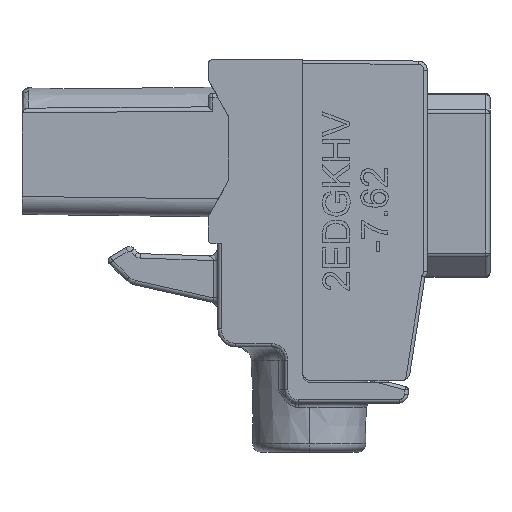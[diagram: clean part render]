
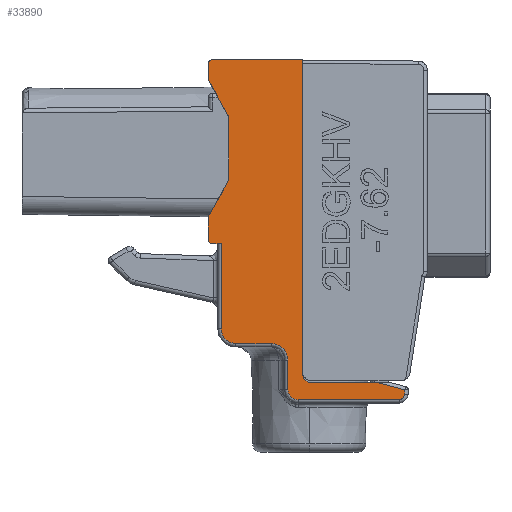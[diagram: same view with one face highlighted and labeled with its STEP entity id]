
A CAD part, front view. The second image highlights one B-rep face of the part: STEP entity #33890.
In plain terms, the highlighted planar face has unit normal (0, -1, 0).
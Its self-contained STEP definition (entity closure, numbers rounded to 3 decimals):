
#791=DIRECTION('',(-1.,0.,0.));
#792=VECTOR('',#791,4.);
#793=CARTESIAN_POINT('',(3.9,7.62,8.75));
#794=LINE('',#793,#792);
#1567=DIRECTION('',(0.,0.,-1.));
#1568=VECTOR('',#1567,13.73);
#1569=CARTESIAN_POINT('',(3.9,7.62,8.58));
#1570=LINE('',#1569,#1568);
#1571=CARTESIAN_POINT('',(4.3,7.62,-5.25));
#1572=DIRECTION('',(0.,-1.,0.));
#1573=DIRECTION('',(-1.,0.,0.));
#1574=AXIS2_PLACEMENT_3D('',#1571,#1572,#1573);
#1576=DIRECTION('',(0.966,0.,-0.258));
#1577=VECTOR('',#1576,1.223);
#1578=CARTESIAN_POINT('',(7.268,7.62,-5.65));
#1579=LINE('',#1578,#1577);
#1580=CARTESIAN_POINT('',(8.2,7.62,-6.15));
#1581=DIRECTION('',(0.,1.,0.));
#1582=DIRECTION('',(1.,0.,0.));
#1583=AXIS2_PLACEMENT_3D('',#1580,#1581,#1582);
#1585=CARTESIAN_POINT('',(3.7,7.62,-5.95));
#1586=DIRECTION('',(0.,1.,0.));
#1587=DIRECTION('',(0.,0.,-1.));
#1588=AXIS2_PLACEMENT_3D('',#1585,#1586,#1587);
#1590=CARTESIAN_POINT('',(2.5,7.62,-4.65));
#1591=DIRECTION('',(0.,-1.,0.));
#1592=DIRECTION('',(1.,0.,0.));
#1593=AXIS2_PLACEMENT_3D('',#1590,#1591,#1592);
#1595=CARTESIAN_POINT('',(0.925,7.62,-3.25));
#1596=DIRECTION('',(0.,1.,0.));
#1597=DIRECTION('',(0.,0.,-1.));
#1598=AXIS2_PLACEMENT_3D('',#1595,#1596,#1597);
#1600=CARTESIAN_POINT('',(-0.1,7.62,0.75));
#1601=DIRECTION('',(0.,1.,0.));
#1602=DIRECTION('',(0.,0.,-1.));
#1603=AXIS2_PLACEMENT_3D('',#1600,#1601,#1602);
#1605=CARTESIAN_POINT('',(-0.1,7.62,1.698));
#1606=DIRECTION('',(0.,1.,0.));
#1607=DIRECTION('',(-1.,0.,0.));
#1608=AXIS2_PLACEMENT_3D('',#1605,#1606,#1607);
#1610=DIRECTION('',(0.49,0.,0.872));
#1611=VECTOR('',#1610,1.626);
#1612=CARTESIAN_POINT('',(-0.274,7.62,1.796));
#1613=LINE('',#1612,#1611);
#1614=CARTESIAN_POINT('',(0.,7.62,3.507));
#1615=DIRECTION('',(0.,-1.,0.));
#1616=DIRECTION('',(0.872,0.,-0.49));
#1617=AXIS2_PLACEMENT_3D('',#1614,#1615,#1616);
#1619=CARTESIAN_POINT('',(0.4,7.62,6.175));
#1620=DIRECTION('',(0.,-1.,0.));
#1621=DIRECTION('',(1.,0.,0.));
#1622=AXIS2_PLACEMENT_3D('',#1619,#1620,#1621);
#1624=DIRECTION('',(-0.485,0.,0.875));
#1625=VECTOR('',#1624,1.753);
#1626=CARTESIAN_POINT('',(0.575,7.62,6.272));
#1627=LINE('',#1626,#1625);
#1628=CARTESIAN_POINT('',(-0.1,7.62,7.902));
#1629=DIRECTION('',(0.,1.,0.));
#1630=DIRECTION('',(-0.875,0.,-0.485));
#1631=AXIS2_PLACEMENT_3D('',#1628,#1629,#1630);
#1633=CARTESIAN_POINT('',(-0.1,7.62,8.55));
#1634=DIRECTION('',(0.,1.,0.));
#1635=DIRECTION('',(-1.,0.,0.));
#1636=AXIS2_PLACEMENT_3D('',#1633,#1634,#1635);
#4140=DIRECTION('',(0.,0.,1.));
#4141=VECTOR('',#4140,0.17);
#4142=CARTESIAN_POINT('',(3.9,7.62,8.58));
#4143=LINE('',#4142,#4141);
#4168=DIRECTION('',(0.,0.,1.));
#4169=VECTOR('',#4168,0.1);
#4170=CARTESIAN_POINT('',(3.9,7.62,-5.25));
#4171=LINE('',#4170,#4169);
#5835=DIRECTION('',(-1.,0.,0.));
#5836=VECTOR('',#5835,2.968);
#5837=CARTESIAN_POINT('',(7.268,7.62,-5.65));
#5838=LINE('',#5837,#5836);
#5891=DIRECTION('',(0.,0.,1.));
#5892=VECTOR('',#5891,0.185);
#5893=CARTESIAN_POINT('',(8.45,7.62,-6.15));
#5894=LINE('',#5893,#5892);
#5900=DIRECTION('',(1.,0.,0.));
#5901=VECTOR('',#5900,4.5);
#5902=CARTESIAN_POINT('',(3.7,7.62,-6.4));
#5903=LINE('',#5902,#5901);
#7865=DIRECTION('',(0.,0.,-1.));
#7866=VECTOR('',#7865,1.3);
#7867=CARTESIAN_POINT('',(3.25,7.62,-4.65));
#7868=LINE('',#7867,#7866);
#24273=DIRECTION('',(1.,0.,0.));
#24274=VECTOR('',#24273,1.575);
#24275=CARTESIAN_POINT('',(0.925,7.62,-3.9));
#24276=LINE('',#24275,#24274);
#24287=DIRECTION('',(0.,0.,-1.));
#24288=VECTOR('',#24287,3.8);
#24289=CARTESIAN_POINT('',(0.275,7.62,0.55));
#24290=LINE('',#24289,#24288);
#24295=DIRECTION('',(1.,0.,0.));
#24296=VECTOR('',#24295,0.375);
#24297=CARTESIAN_POINT('',(-0.1,7.62,0.55));
#24298=LINE('',#24297,#24296);
#24342=DIRECTION('',(0.,0.,-1.));
#24343=VECTOR('',#24342,0.948);
#24344=CARTESIAN_POINT('',(-0.3,7.62,1.698));
#24345=LINE('',#24344,#24343);
#24742=DIRECTION('',(0.,0.,-1.));
#24743=VECTOR('',#24742,0.648);
#24744=CARTESIAN_POINT('',(-0.3,7.62,8.55));
#24745=LINE('',#24744,#24743);
#24762=DIRECTION('',(0.,0.,-1.));
#24763=VECTOR('',#24762,2.667);
#24764=CARTESIAN_POINT('',(0.6,7.62,6.175));
#24765=LINE('',#24764,#24763);
#29037=CARTESIAN_POINT('',(3.9,7.62,8.75));
#29038=CARTESIAN_POINT('',(-0.1,7.62,8.75));
#29039=VERTEX_POINT('',#29037);
#29040=VERTEX_POINT('',#29038);
#29041=CARTESIAN_POINT('',(3.9,7.62,-5.25));
#29042=CARTESIAN_POINT('',(4.3,7.62,-5.65));
#29043=VERTEX_POINT('',#29041);
#29044=VERTEX_POINT('',#29042);
#29045=CARTESIAN_POINT('',(7.268,7.62,-5.65));
#29046=VERTEX_POINT('',#29045);
#29047=CARTESIAN_POINT('',(8.45,7.62,-5.965));
#29048=VERTEX_POINT('',#29047);
#29049=CARTESIAN_POINT('',(8.45,7.62,-6.15));
#29050=CARTESIAN_POINT('',(8.2,7.62,-6.4));
#29051=VERTEX_POINT('',#29049);
#29052=VERTEX_POINT('',#29050);
#29053=CARTESIAN_POINT('',(3.7,7.62,-6.4));
#29054=CARTESIAN_POINT('',(3.25,7.62,-5.95));
#29055=VERTEX_POINT('',#29053);
#29056=VERTEX_POINT('',#29054);
#29057=CARTESIAN_POINT('',(3.25,7.62,-4.65));
#29058=CARTESIAN_POINT('',(2.5,7.62,-3.9));
#29059=VERTEX_POINT('',#29057);
#29060=VERTEX_POINT('',#29058);
#29061=CARTESIAN_POINT('',(0.925,7.62,-3.9));
#29062=CARTESIAN_POINT('',(0.275,7.62,-3.25));
#29063=VERTEX_POINT('',#29061);
#29064=VERTEX_POINT('',#29062);
#29065=CARTESIAN_POINT('',(-0.1,7.62,0.55));
#29066=CARTESIAN_POINT('',(0.275,7.62,0.55));
#29067=VERTEX_POINT('',#29065);
#29068=VERTEX_POINT('',#29066);
#29069=CARTESIAN_POINT('',(-0.3,7.62,0.75));
#29070=VERTEX_POINT('',#29069);
#29071=CARTESIAN_POINT('',(-0.3,7.62,1.698));
#29072=VERTEX_POINT('',#29071);
#29073=CARTESIAN_POINT('',(-0.274,7.62,1.796));
#29074=VERTEX_POINT('',#29073);
#29075=CARTESIAN_POINT('',(0.523,7.62,3.213));
#29076=VERTEX_POINT('',#29075);
#29077=CARTESIAN_POINT('',(0.6,7.62,3.507));
#29078=VERTEX_POINT('',#29077);
#29079=CARTESIAN_POINT('',(0.6,7.62,6.175));
#29080=VERTEX_POINT('',#29079);
#29081=CARTESIAN_POINT('',(0.575,7.62,6.272));
#29082=VERTEX_POINT('',#29081);
#29083=CARTESIAN_POINT('',(-0.275,7.62,7.805));
#29084=VERTEX_POINT('',#29083);
#29085=CARTESIAN_POINT('',(-0.3,7.62,7.902));
#29086=VERTEX_POINT('',#29085);
#29087=CARTESIAN_POINT('',(-0.3,7.62,8.55));
#29088=VERTEX_POINT('',#29087);
#31071=CARTESIAN_POINT('',(3.9,7.62,8.58));
#31072=CARTESIAN_POINT('',(3.9,7.62,-5.15));
#31073=VERTEX_POINT('',#31071);
#31074=VERTEX_POINT('',#31072);
#33829=CARTESIAN_POINT('',(4.075,7.62,1.175));
#33830=DIRECTION('',(0.,1.,0.));
#33831=DIRECTION('',(1.,0.,0.));
#33832=AXIS2_PLACEMENT_3D('',#33829,#33830,#33831);
#33833=PLANE('',#33832);
#33835=ORIENTED_EDGE('',*,*,#33834,.T.);
#33837=ORIENTED_EDGE('',*,*,#33836,.F.);
#33839=ORIENTED_EDGE('',*,*,#33838,.T.);
#33841=ORIENTED_EDGE('',*,*,#33840,.F.);
#33843=ORIENTED_EDGE('',*,*,#33842,.T.);
#33845=ORIENTED_EDGE('',*,*,#33844,.F.);
#33847=ORIENTED_EDGE('',*,*,#33846,.T.);
#33849=ORIENTED_EDGE('',*,*,#33848,.F.);
#33851=ORIENTED_EDGE('',*,*,#33850,.T.);
#33853=ORIENTED_EDGE('',*,*,#33852,.F.);
#33854=ORIENTED_EDGE('',*,*,#33819,.T.);
#33856=ORIENTED_EDGE('',*,*,#33855,.F.);
#33858=ORIENTED_EDGE('',*,*,#33857,.T.);
#33860=ORIENTED_EDGE('',*,*,#33859,.F.);
#33862=ORIENTED_EDGE('',*,*,#33861,.F.);
#33864=ORIENTED_EDGE('',*,*,#33863,.T.);
#33866=ORIENTED_EDGE('',*,*,#33865,.F.);
#33868=ORIENTED_EDGE('',*,*,#33867,.T.);
#33870=ORIENTED_EDGE('',*,*,#33869,.T.);
#33872=ORIENTED_EDGE('',*,*,#33871,.T.);
#33874=ORIENTED_EDGE('',*,*,#33873,.F.);
#33876=ORIENTED_EDGE('',*,*,#33875,.T.);
#33878=ORIENTED_EDGE('',*,*,#33877,.T.);
#33880=ORIENTED_EDGE('',*,*,#33879,.T.);
#33882=ORIENTED_EDGE('',*,*,#33881,.F.);
#33884=ORIENTED_EDGE('',*,*,#33883,.T.);
#33885=ORIENTED_EDGE('',*,*,#32849,.F.);
#33887=ORIENTED_EDGE('',*,*,#33886,.F.);
#33888=EDGE_LOOP('',(#33835,#33837,#33839,#33841,#33843,#33845,#33847,#33849,
#33851,#33853,#33854,#33856,#33858,#33860,#33862,#33864,#33866,#33868,#33870,
#33872,#33874,#33876,#33878,#33880,#33882,#33884,#33885,#33887));
#33889=FACE_OUTER_BOUND('',#33888,.F.);
#1575=CIRCLE('',#1574,0.4);
#1584=CIRCLE('',#1583,0.25);
#1589=CIRCLE('',#1588,0.45);
#1594=CIRCLE('',#1593,0.75);
#1599=CIRCLE('',#1598,0.65);
#1604=CIRCLE('',#1603,0.2);
#1609=CIRCLE('',#1608,0.2);
#1618=CIRCLE('',#1617,0.6);
#1623=CIRCLE('',#1622,0.2);
#1632=CIRCLE('',#1631,0.2);
#1637=CIRCLE('',#1636,0.2);
#32849=EDGE_CURVE('',#29039,#29040,#794,.T.);
#33819=EDGE_CURVE('',#29059,#29060,#1594,.T.);
#33834=EDGE_CURVE('',#31073,#31074,#1570,.T.);
#33836=EDGE_CURVE('',#29043,#31074,#4171,.T.);
#33838=EDGE_CURVE('',#29043,#29044,#1575,.T.);
#33840=EDGE_CURVE('',#29046,#29044,#5838,.T.);
#33842=EDGE_CURVE('',#29046,#29048,#1579,.T.);
#33844=EDGE_CURVE('',#29051,#29048,#5894,.T.);
#33846=EDGE_CURVE('',#29051,#29052,#1584,.T.);
#33848=EDGE_CURVE('',#29055,#29052,#5903,.T.);
#33850=EDGE_CURVE('',#29055,#29056,#1589,.T.);
#33852=EDGE_CURVE('',#29059,#29056,#7868,.T.);
#33855=EDGE_CURVE('',#29063,#29060,#24276,.T.);
#33857=EDGE_CURVE('',#29063,#29064,#1599,.T.);
#33859=EDGE_CURVE('',#29068,#29064,#24290,.T.);
#33861=EDGE_CURVE('',#29067,#29068,#24298,.T.);
#33863=EDGE_CURVE('',#29067,#29070,#1604,.T.);
#33865=EDGE_CURVE('',#29072,#29070,#24345,.T.);
#33867=EDGE_CURVE('',#29072,#29074,#1609,.T.);
#33869=EDGE_CURVE('',#29074,#29076,#1613,.T.);
#33871=EDGE_CURVE('',#29076,#29078,#1618,.T.);
#33873=EDGE_CURVE('',#29080,#29078,#24765,.T.);
#33875=EDGE_CURVE('',#29080,#29082,#1623,.T.);
#33877=EDGE_CURVE('',#29082,#29084,#1627,.T.);
#33879=EDGE_CURVE('',#29084,#29086,#1632,.T.);
#33881=EDGE_CURVE('',#29088,#29086,#24745,.T.);
#33883=EDGE_CURVE('',#29088,#29040,#1637,.T.);
#33886=EDGE_CURVE('',#31073,#29039,#4143,.T.);
#33890=ADVANCED_FACE('',(#33889),#33833,.F.);
